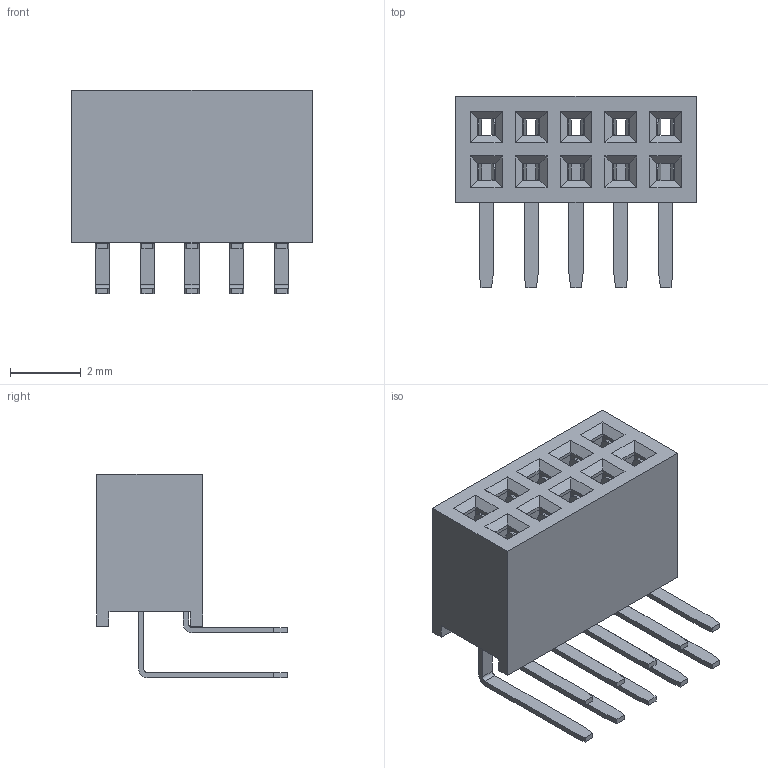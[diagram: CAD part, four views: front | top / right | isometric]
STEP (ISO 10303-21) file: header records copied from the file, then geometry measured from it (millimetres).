
FILE_DESCRIPTION(/* description */ (''),/* implementation_level */ '2;1');
FILE_NAME(/* name */ '605-010-2-2-2-xx.stp',/* time_stamp */ '2026-03-20T11:35:43+01:00',/* author */ ('Andreas.Larin'),/* organization */ (''),/* preprocessor_version */ 'ST-DEVELOPER v20',/* originating_system */ 'Autodesk Inventor 2025',/* authorisation */ '');
FILE_SCHEMA (('AUTOMOTIVE_DESIGN { 1 0 10303 214 3 1 1 }'));
Length unit declared in the file: millimetre
Products named in the file (1): 605-010-2-2-2-xx
Bounding box: 6.81 x 5.4 x 5.76 mm (x, y, z)
Volume: 59.7 mm3; surface area: 458.7 mm2
Topology: 1 solids, 1 shells, 850 faces, 2474 edges, 1616 vertices
Faces by surface type: plane 530, cylinder 320
Entity records: 29129 total; most frequent: CARTESIAN_POINT 5041, ORIENTED_EDGE 4948, DIRECTION 4816, EDGE_CURVE 2474, LINE 1794, VECTOR 1794, VERTEX_POINT 1616, AXIS2_PLACEMENT_3D 1511
